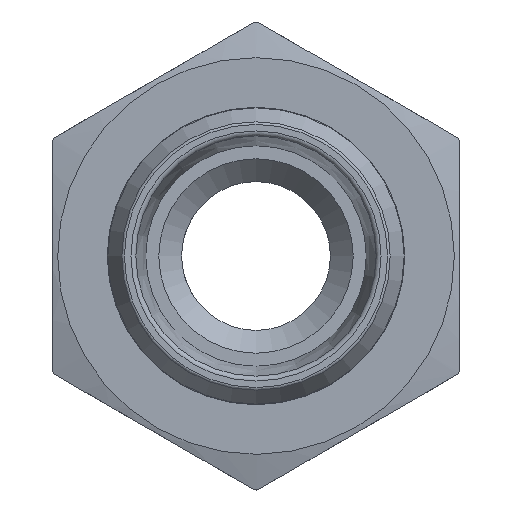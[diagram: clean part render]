
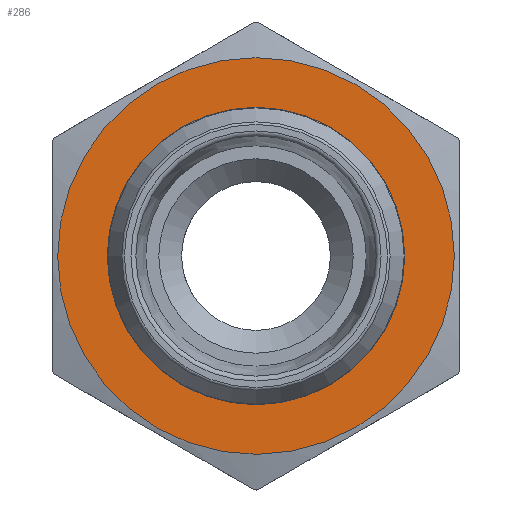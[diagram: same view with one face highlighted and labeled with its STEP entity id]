
A CAD part, left-side view. The second image highlights one B-rep face of the part: STEP entity #286.
In plain terms, the highlighted planar face has unit normal (-1, 0, 0).
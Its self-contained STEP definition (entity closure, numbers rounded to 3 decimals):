
#147=FACE_BOUND('',#369,.T.);
#148=FACE_BOUND('',#370,.T.);
#238=CIRCLE('',#784,20.);
#239=CIRCLE('',#786,14.65);
#286=ADVANCED_FACE('',(#147,#148),#321,.F.);
#321=PLANE('',#787);
#369=EDGE_LOOP('',(#517));
#370=EDGE_LOOP('',(#518));
#517=ORIENTED_EDGE('',*,*,#692,.T.);
#518=ORIENTED_EDGE('',*,*,#691,.F.);
#618=VERTEX_POINT('',#1219);
#619=VERTEX_POINT('',#1222);
#691=EDGE_CURVE('',#618,#618,#238,.T.);
#692=EDGE_CURVE('',#619,#619,#239,.T.);
#784=AXIS2_PLACEMENT_3D('',#1218,#936,#937);
#786=AXIS2_PLACEMENT_3D('',#1221,#940,#941);
#787=AXIS2_PLACEMENT_3D('',#1223,#942,#943);
#936=DIRECTION('',(1.,0.,0.));
#937=DIRECTION('',(0.,0.,1.));
#940=DIRECTION('',(1.,0.,0.));
#941=DIRECTION('',(0.,0.,1.));
#942=DIRECTION('',(1.,0.,0.));
#943=DIRECTION('',(0.,0.,-1.));
#1218=CARTESIAN_POINT('',(14.,0.,0.));
#1219=CARTESIAN_POINT('',(14.,0.,20.));
#1221=CARTESIAN_POINT('',(14.,0.,0.));
#1222=CARTESIAN_POINT('',(14.,0.,14.65));
#1223=CARTESIAN_POINT('',(14.,-20.,0.));
